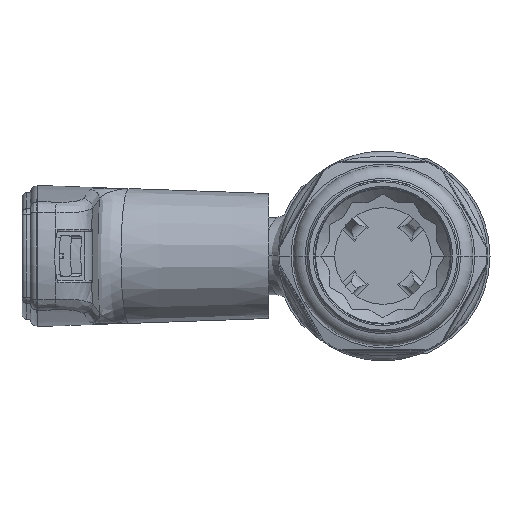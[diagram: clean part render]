
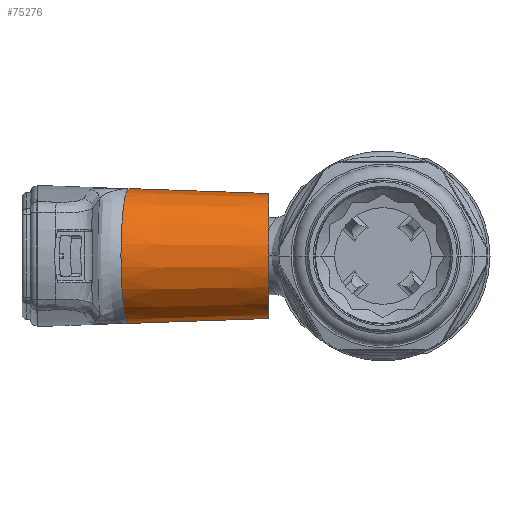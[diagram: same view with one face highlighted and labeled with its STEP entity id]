
A CAD part, left-side view. The second image highlights one B-rep face of the part: STEP entity #75276.
In plain terms, the highlighted conical face has half-angle 2 degrees and reference radius 13.462 mm.
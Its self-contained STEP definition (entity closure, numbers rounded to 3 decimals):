
#53294=CARTESIAN_POINT('',(0.,23.6,0.));
#53295=DIRECTION('',(0.,-1.,0.));
#53296=DIRECTION('',(0.,0.,1.));
#53297=AXIS2_PLACEMENT_3D('',#53294,#53295,#53296);
#53340=DIRECTION('',(0.,-0.999,-0.035));
#53341=VECTOR('',#53340,28.935);
#53342=CARTESIAN_POINT('',(0.,52.517,
13.938));
#53343=LINE('',#53342,#53341);
#53344=DIRECTION('',(0.,-0.999,0.035));
#53345=VECTOR('',#53344,28.935);
#53346=CARTESIAN_POINT('',(0.,52.517,
-13.938));
#53347=LINE('',#53346,#53345);
#53384=CARTESIAN_POINT('',(0.,52.517,
13.938));
#53385=CARTESIAN_POINT('',(-0.213,52.543,
13.939));
#53386=CARTESIAN_POINT('',(-0.639,52.593,
13.931));
#53387=CARTESIAN_POINT('',(-1.277,52.669,
13.89));
#53388=CARTESIAN_POINT('',(-1.912,52.745,
13.819));
#53389=CARTESIAN_POINT('',(-2.543,52.82,
13.72));
#53390=CARTESIAN_POINT('',(-3.169,52.894,
13.592));
#53391=CARTESIAN_POINT('',(-3.789,52.968,
13.435));
#53392=CARTESIAN_POINT('',(-4.4,53.04,
13.25));
#53393=CARTESIAN_POINT('',(-5.002,53.112,
13.037));
#53394=CARTESIAN_POINT('',(-5.594,53.182,
12.797));
#53395=CARTESIAN_POINT('',(-6.174,53.251,
12.53));
#53396=CARTESIAN_POINT('',(-6.741,53.318,
12.237));
#53397=CARTESIAN_POINT('',(-7.293,53.384,
11.919));
#53398=CARTESIAN_POINT('',(-7.831,53.448,
11.576));
#53399=CARTESIAN_POINT('',(-8.352,53.509,
11.208));
#53400=CARTESIAN_POINT('',(-8.855,53.569,
10.818));
#53401=CARTESIAN_POINT('',(-9.34,53.627,
10.405));
#53402=CARTESIAN_POINT('',(-9.805,53.682,
9.97));
#53403=CARTESIAN_POINT('',(-10.25,53.735,
9.515));
#53404=CARTESIAN_POINT('',(-10.673,53.785,
9.04));
#53405=CARTESIAN_POINT('',(-11.074,53.832,
8.547));
#53406=CARTESIAN_POINT('',(-11.452,53.877,
8.036));
#53407=CARTESIAN_POINT('',(-11.807,53.919,
7.508));
#53408=CARTESIAN_POINT('',(-12.136,53.958,
6.966));
#53409=CARTESIAN_POINT('',(-12.441,53.995,
6.408));
#53410=CARTESIAN_POINT('',(-12.72,54.028,
5.838));
#53411=CARTESIAN_POINT('',(-12.972,54.058,
5.256));
#53412=CARTESIAN_POINT('',(-13.198,54.084,
4.663));
#53413=CARTESIAN_POINT('',(-13.397,54.108,
4.061));
#53414=CARTESIAN_POINT('',(-13.567,54.128,
3.45));
#53415=CARTESIAN_POINT('',(-13.71,54.145,
2.832));
#53416=CARTESIAN_POINT('',(-13.825,54.159,
2.209));
#53417=CARTESIAN_POINT('',(-13.911,54.169,
1.581));
#53418=CARTESIAN_POINT('',(-13.969,54.176,
0.95));
#53419=CARTESIAN_POINT('',(-13.997,54.179,
0.317));
#53420=CARTESIAN_POINT('',(-13.997,54.179,
-0.317));
#53421=CARTESIAN_POINT('',(-13.969,54.176,
-0.95));
#53422=CARTESIAN_POINT('',(-13.911,54.169,
-1.581));
#53423=CARTESIAN_POINT('',(-13.825,54.159,
-2.209));
#53424=CARTESIAN_POINT('',(-13.71,54.145,
-2.832));
#53425=CARTESIAN_POINT('',(-13.567,54.128,
-3.45));
#53426=CARTESIAN_POINT('',(-13.397,54.108,
-4.061));
#53427=CARTESIAN_POINT('',(-13.198,54.084,
-4.663));
#53428=CARTESIAN_POINT('',(-12.972,54.058,
-5.256));
#53429=CARTESIAN_POINT('',(-12.72,54.028,
-5.838));
#53430=CARTESIAN_POINT('',(-12.441,53.995,
-6.408));
#53431=CARTESIAN_POINT('',(-12.136,53.958,
-6.966));
#53432=CARTESIAN_POINT('',(-11.807,53.919,
-7.508));
#53433=CARTESIAN_POINT('',(-11.452,53.877,
-8.036));
#53434=CARTESIAN_POINT('',(-11.074,53.832,
-8.547));
#53435=CARTESIAN_POINT('',(-10.673,53.785,
-9.04));
#53436=CARTESIAN_POINT('',(-10.25,53.735,
-9.515));
#53437=CARTESIAN_POINT('',(-9.805,53.682,
-9.97));
#53438=CARTESIAN_POINT('',(-9.34,53.627,
-10.405));
#53439=CARTESIAN_POINT('',(-8.855,53.569,
-10.818));
#53440=CARTESIAN_POINT('',(-8.352,53.509,
-11.208));
#53441=CARTESIAN_POINT('',(-7.831,53.448,
-11.576));
#53442=CARTESIAN_POINT('',(-7.293,53.384,
-11.919));
#53443=CARTESIAN_POINT('',(-6.741,53.318,
-12.237));
#53444=CARTESIAN_POINT('',(-6.174,53.251,
-12.53));
#53445=CARTESIAN_POINT('',(-5.594,53.182,
-12.797));
#53446=CARTESIAN_POINT('',(-5.002,53.112,
-13.037));
#53447=CARTESIAN_POINT('',(-4.4,53.04,
-13.25));
#53448=CARTESIAN_POINT('',(-3.789,52.968,
-13.435));
#53449=CARTESIAN_POINT('',(-3.169,52.894,
-13.592));
#53450=CARTESIAN_POINT('',(-2.543,52.82,
-13.72));
#53451=CARTESIAN_POINT('',(-1.912,52.745,
-13.819));
#53452=CARTESIAN_POINT('',(-1.277,52.669,
-13.89));
#53453=CARTESIAN_POINT('',(-0.639,52.593,
-13.931));
#53454=CARTESIAN_POINT('',(-0.213,52.543,
-13.939));
#53455=CARTESIAN_POINT('',(0.,52.517,
-13.938));
#54083=CARTESIAN_POINT('',(0.,52.517,
13.938));
#54154=CARTESIAN_POINT('',(0.,52.517,
-13.938));
#67934=CARTESIAN_POINT('',(0.,23.6,12.928));
#67935=CARTESIAN_POINT('',(0.,23.6,-12.928));
#67936=VERTEX_POINT('',#67934);
#67937=VERTEX_POINT('',#67935);
#67938=VERTEX_POINT('',#54083);
#67939=VERTEX_POINT('',#54154);
#75262=CARTESIAN_POINT('',(0.,38.89,0.));
#75263=DIRECTION('',(0.,1.,0.));
#75264=DIRECTION('',(0.,0.,-1.));
#75265=AXIS2_PLACEMENT_3D('',#75262,#75263,#75264);
#75266=CONICAL_SURFACE('',#75265,13.462,2.);
#75268=ORIENTED_EDGE('',*,*,#75267,.F.);
#75270=ORIENTED_EDGE('',*,*,#75269,.T.);
#75271=ORIENTED_EDGE('',*,*,#75245,.T.);
#75273=ORIENTED_EDGE('',*,*,#75272,.F.);
#75274=EDGE_LOOP('',(#75268,#75270,#75271,#75273));
#75275=FACE_OUTER_BOUND('',#75274,.F.);
#75276=ADVANCED_FACE('',(#75275),#75266,.T.);
#53298=CIRCLE('',#53297,12.928);
#53456=B_SPLINE_CURVE_WITH_KNOTS('',3,(#53384,#53385,#53386,#53387,#53388,
#53389,#53390,#53391,#53392,#53393,#53394,#53395,#53396,#53397,#53398,#53399,
#53400,#53401,#53402,#53403,#53404,#53405,#53406,#53407,#53408,#53409,#53410,
#53411,#53412,#53413,#53414,#53415,#53416,#53417,#53418,#53419,#53420,#53421,
#53422,#53423,#53424,#53425,#53426,#53427,#53428,#53429,#53430,#53431,#53432,
#53433,#53434,#53435,#53436,#53437,#53438,#53439,#53440,#53441,#53442,#53443,
#53444,#53445,#53446,#53447,#53448,#53449,#53450,#53451,#53452,#53453,#53454,
#53455),.UNSPECIFIED.,.F.,.F.,(4,1,1,1,1,1,1,1,1,1,1,1,1,1,1,1,1,1,1,1,1,1,1,1,
1,1,1,1,1,1,1,1,1,1,1,1,1,1,1,1,1,1,1,1,1,1,1,1,1,1,1,1,1,1,1,1,1,1,1,1,1,1,1,1,
1,1,1,1,1,4),(0.,0.014,0.029,0.043,
0.058,0.072,0.087,0.101,
0.116,0.13,0.145,0.159,
0.174,0.188,0.203,0.217,
0.232,0.246,0.261,0.275,
0.29,0.304,0.319,0.333,
0.348,0.362,0.377,0.391,
0.406,0.42,0.435,0.449,
0.464,0.478,0.493,0.507,
0.522,0.536,0.551,0.565,
0.58,0.594,0.609,0.623,
0.638,0.652,0.667,0.681,
0.696,0.71,0.725,0.739,
0.754,0.768,0.783,0.797,
0.812,0.826,0.841,0.855,
0.87,0.884,0.899,0.913,
0.928,0.942,0.957,0.971,
0.986,1.),.UNSPECIFIED.);
#75245=EDGE_CURVE('',#67936,#67937,#53298,.T.);
#75267=EDGE_CURVE('',#67938,#67939,#53456,.T.);
#75269=EDGE_CURVE('',#67938,#67936,#53343,.T.);
#75272=EDGE_CURVE('',#67939,#67937,#53347,.T.);
